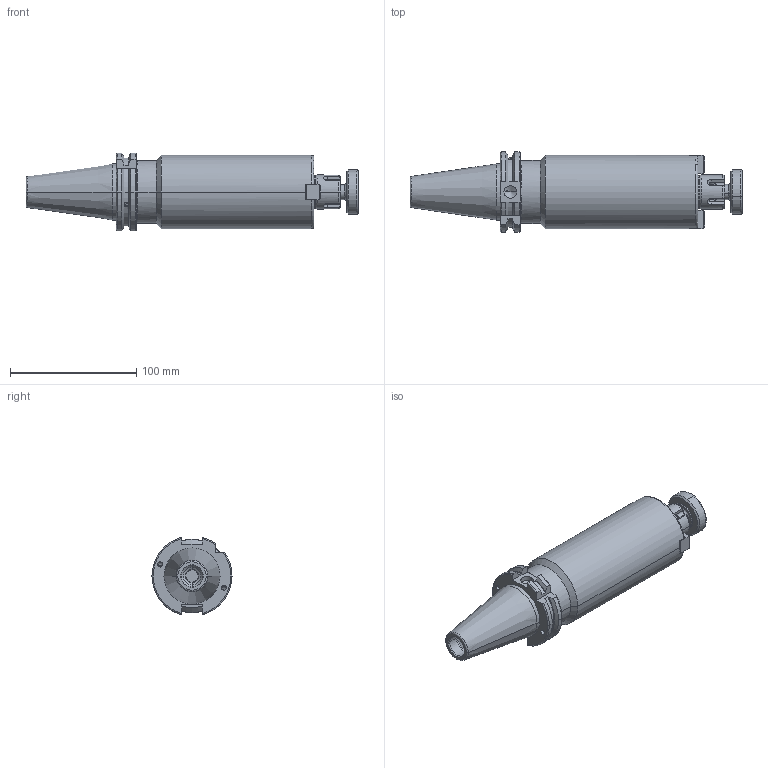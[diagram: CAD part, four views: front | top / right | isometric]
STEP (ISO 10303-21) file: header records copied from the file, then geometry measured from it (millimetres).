
FILE_DESCRIPTION (( 'STEP AP203' ), '1' );
FILE_NAME ('SK40 SMS27 160 FTC WW.STEP', '2014-09-05T06:35:03', ( 'FALCON' ), ( '' ), 'SwSTEP 2.0', 'SolidWorks 2009', '' );
FILE_SCHEMA (( 'CONFIG_CONTROL_DESIGN' ));
Length unit declared in the file: millimetre
Products named in the file (8): AS-M5X16_AS-M5X12; TN -FMH27; SK40 SMS27 160 FTC WW; CCS-M12-27-1; CCS-M12-27-2; CCS-M12-27; M4X4_DIN 913 - M4 x 4-N
Assembly tree (10 placements, depth 3):
  SK40 SMS27 160 FTC WW
    M4X4_DIN 913 - M4 x 4-N  x2
    TN -FMH27  x2
    AS-M5X16_AS-M5X12  x2
    SK40 SMS27 160 FTC WW
    CCS-M12-27
      CCS-M12-27-1
      CCS-M12-27-2
Bounding box: 263.4 x 63.55 x 61.48 mm (x, y, z)
Volume: 470827.8 mm3; surface area: 63575.1 mm2
Topology: 9 solids, 9 shells, 349 faces, 847 edges, 514 vertices
Faces by surface type: plane 141, cylinder 86, cone 76, torus 32, sphere 8, bspline 6
Entity records: 10525 total; most frequent: CARTESIAN_POINT 2796, DIRECTION 1453, ORIENTED_EDGE 1410, EDGE_CURVE 705, AXIS2_PLACEMENT_3D 562, VERTEX_POINT 437, VECTOR 329, LINE 329
